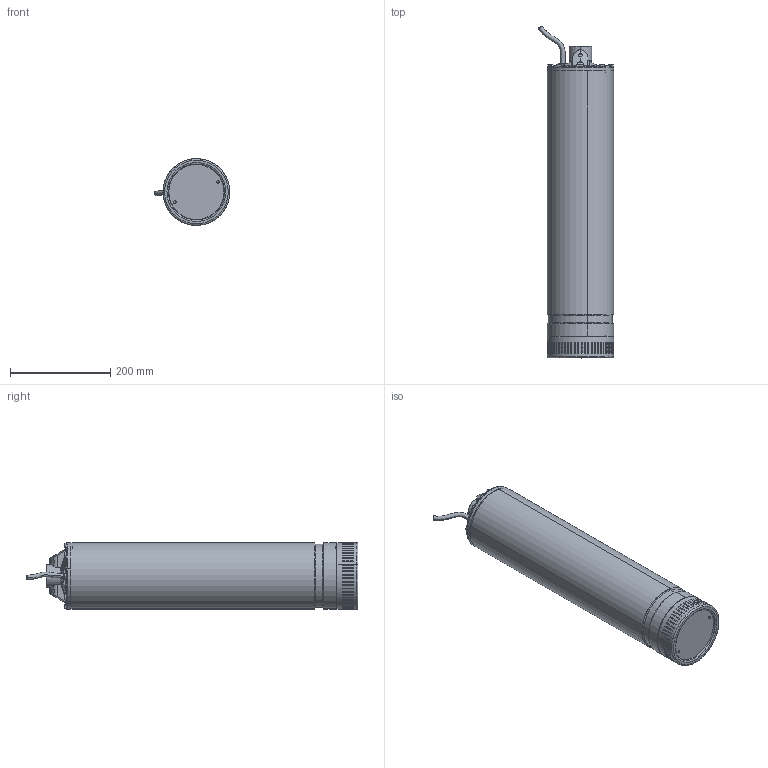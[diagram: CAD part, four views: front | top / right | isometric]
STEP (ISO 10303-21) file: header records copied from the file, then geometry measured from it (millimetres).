
FILE_DESCRIPTION (( 'STEP AP214' ), '1' );
FILE_NAME ('10012167swa00.step', '2021-07-29T12:47:06', ( '' ), ( '' ), 'SwSTEP 2.0', 'SolidWorks 2020', '' );
FILE_SCHEMA (( 'AUTOMOTIVE_DESIGN' ));
Length unit declared in the file: millimetre
Products named in the file (9): Copia di M5x16_UNI_57390^10012167swa00; Copia di 3_92_1440^Copia di 3_92_218_10012167swa00; Copia di 3_92_161_REV01^10012167swa00; Copia di 3_92_218^Copia di 3_92_218_10012167swa00; Copia di 2_92_057-2C_REV00^10012167swa00; Copia di 3_92_218^10012167swa00; 10012167swa00; Copia di 4_93_608_02_REV00^10012167swa00_547; Copia di 3_92_217_REV00^Copia di 3_92_218_10012167swa00
Assembly tree (15 placements, depth 3):
  10012167swa00
    Copia di 4_93_608_02_REV00^10012167swa00_547
    Copia di 3_92_218^10012167swa00
      Copia di 3_92_218^Copia di 3_92_218_10012167swa00
      Copia di 3_92_217_REV00^Copia di 3_92_218_10012167swa00
      Copia di 3_92_1440^Copia di 3_92_218_10012167swa00
    Copia di M5x16_UNI_57390^10012167swa00  x8
    Copia di 2_92_057-2C_REV00^10012167swa00
    Copia di 3_92_161_REV01^10012167swa00
Bounding box: 150.47 x 662.56 x 133 mm (x, y, z)
Volume: 1076800.9 mm3; surface area: 629136 mm2
Topology: 17 solids, 17 shells, 1485 faces, 3629 edges, 2363 vertices
Faces by surface type: plane 737, cylinder 532, bspline 114, cone 94, torus 4, sphere 4
Entity records: 59518 total; most frequent: CARTESIAN_POINT 28162, ORIENTED_EDGE 6622, DIRECTION 5796, EDGE_CURVE 3311, VERTEX_POINT 2181, AXIS2_PLACEMENT_3D 1974, LINE 1848, VECTOR 1848
